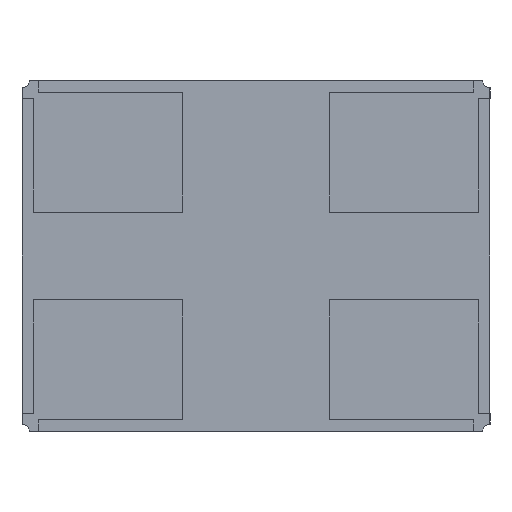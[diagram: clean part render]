
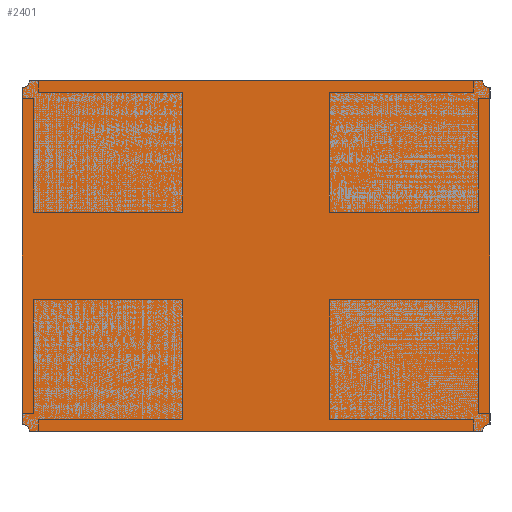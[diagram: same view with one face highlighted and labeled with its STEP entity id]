
A CAD part, front view. The second image highlights one B-rep face of the part: STEP entity #2401.
In plain terms, the highlighted planar face has unit normal (0, -1, 0).
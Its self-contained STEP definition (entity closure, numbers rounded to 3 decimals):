
#4 = CARTESIAN_POINT ( 'NONE',  ( 0.8, 0., -0.575 ) ) ;
#22 = ORIENTED_EDGE ( 'NONE', *, *, #1383, .F. ) ;
#33 = CARTESIAN_POINT ( 'NONE',  ( 0.8, 0., 0.575 ) ) ;
#60 = CIRCLE ( 'NONE', #2776, 0.025 ) ;
#80 = EDGE_CURVE ( 'NONE', #2066, #473, #1183, .T. ) ;
#88 = DIRECTION ( 'NONE',  ( 0., 0., -1. ) ) ;
#113 = DIRECTION ( 'NONE',  ( 0., 0., -1. ) ) ;
#235 = DIRECTION ( 'NONE',  ( 0., 0., -1. ) ) ;
#344 = EDGE_CURVE ( 'NONE', #1654, #2569, #1773, .T. ) ;
#473 = VERTEX_POINT ( 'NONE', #1063 ) ;
#520 = PLANE ( 'NONE',  #2579 ) ;
#537 = EDGE_CURVE ( 'NONE', #661, #2246, #2136, .T. ) ;
#627 = VERTEX_POINT ( 'NONE', #33 ) ;
#628 = CARTESIAN_POINT ( 'NONE',  ( -0.8, 0., 0.6 ) ) ;
#661 = VERTEX_POINT ( 'NONE', #2095 ) ;
#663 = VERTEX_POINT ( 'NONE', #1650 ) ;
#689 = CARTESIAN_POINT ( 'NONE',  ( -0.8, 0., 0.575 ) ) ;
#750 = CARTESIAN_POINT ( 'NONE',  ( 0.8, 0., -0.6 ) ) ;
#833 = CARTESIAN_POINT ( 'NONE',  ( 0.8, 0., 0.6 ) ) ;
#845 = CIRCLE ( 'NONE', #1460, 0.025 ) ;
#937 = LINE ( 'NONE', #2596, #1563 ) ;
#1025 = FACE_OUTER_BOUND ( 'NONE', #2272, .T. ) ;
#1053 = DIRECTION ( 'NONE',  ( -1., 0., 0. ) ) ;
#1063 = CARTESIAN_POINT ( 'NONE',  ( 0.775, 0., 0.6 ) ) ;
#1084 = ORIENTED_EDGE ( 'NONE', *, *, #80, .F. ) ;
#1088 = DIRECTION ( 'NONE',  ( 1., 0., 0. ) ) ;
#1149 = DIRECTION ( 'NONE',  ( 0., 0., 1. ) ) ;
#1170 = AXIS2_PLACEMENT_3D ( 'NONE', #750, #2062, #88 ) ;
#1183 = LINE ( 'NONE', #628, #2195 ) ;
#1212 = CARTESIAN_POINT ( 'NONE',  ( 0.775, 0., -0.6 ) ) ;
#1222 = LINE ( 'NONE', #1716, #2558 ) ;
#1284 = ORIENTED_EDGE ( 'NONE', *, *, #537, .F. ) ;
#1340 = CARTESIAN_POINT ( 'NONE',  ( -0.8, 0., 0.6 ) ) ;
#1383 = EDGE_CURVE ( 'NONE', #2246, #2066, #1400, .T. ) ;
#1389 = ORIENTED_EDGE ( 'NONE', *, *, #2761, .F. ) ;
#1400 = CIRCLE ( 'NONE', #1625, 0.025 ) ;
#1460 = AXIS2_PLACEMENT_3D ( 'NONE', #2618, #2854, #1721 ) ;
#1527 = CARTESIAN_POINT ( 'NONE',  ( -0.775, 0., 0.6 ) ) ;
#1561 = EDGE_CURVE ( 'NONE', #663, #661, #845, .T. ) ;
#1563 = VECTOR ( 'NONE', #1053, 1000. ) ;
#1618 = DIRECTION ( 'NONE',  ( 0., -1., 0. ) ) ;
#1625 = AXIS2_PLACEMENT_3D ( 'NONE', #2200, #2671, #235 ) ;
#1650 = CARTESIAN_POINT ( 'NONE',  ( -0.775, 0., -0.6 ) ) ;
#1654 = VERTEX_POINT ( 'NONE', #4 ) ;
#1685 = ORIENTED_EDGE ( 'NONE', *, *, #1958, .F. ) ;
#1716 = CARTESIAN_POINT ( 'NONE',  ( 0.8, 0., 0.6 ) ) ;
#1721 = DIRECTION ( 'NONE',  ( 0., 0., -1. ) ) ;
#1773 = CIRCLE ( 'NONE', #1170, 0.025 ) ;
#1958 = EDGE_CURVE ( 'NONE', #2569, #663, #937, .T. ) ;
#2062 = DIRECTION ( 'NONE',  ( 0., -1., 0. ) ) ;
#2066 = VERTEX_POINT ( 'NONE', #1527 ) ;
#2095 = CARTESIAN_POINT ( 'NONE',  ( -0.8, 0., -0.575 ) ) ;
#2136 = LINE ( 'NONE', #1340, #2810 ) ;
#2195 = VECTOR ( 'NONE', #1088, 1000. ) ;
#2200 = CARTESIAN_POINT ( 'NONE',  ( -0.8, 0., 0.6 ) ) ;
#2218 = DIRECTION ( 'NONE',  ( 0., -1., 0. ) ) ;
#2246 = VERTEX_POINT ( 'NONE', #689 ) ;
#2272 = EDGE_LOOP ( 'NONE', ( #2882, #1084, #22, #1284, #2470, #1685, #2625, #1389 ) ) ;
#2273 = CARTESIAN_POINT ( 'NONE',  ( 0., 0., 0. ) ) ;
#2392 = DIRECTION ( 'NONE',  ( 0., 0., -1. ) ) ;
#2401 = ADVANCED_FACE ( 'NONE', ( #1025 ), #520, .T. ) ;
#2470 = ORIENTED_EDGE ( 'NONE', *, *, #1561, .F. ) ;
#2558 = VECTOR ( 'NONE', #2392, 1000. ) ;
#2569 = VERTEX_POINT ( 'NONE', #1212 ) ;
#2579 = AXIS2_PLACEMENT_3D ( 'NONE', #2273, #1618, #113 ) ;
#2596 = CARTESIAN_POINT ( 'NONE',  ( -0.8, 0., -0.6 ) ) ;
#2618 = CARTESIAN_POINT ( 'NONE',  ( -0.8, 0., -0.6 ) ) ;
#2625 = ORIENTED_EDGE ( 'NONE', *, *, #344, .F. ) ;
#2665 = DIRECTION ( 'NONE',  ( 0., 0., -1. ) ) ;
#2671 = DIRECTION ( 'NONE',  ( 0., -1., 0. ) ) ;
#2761 = EDGE_CURVE ( 'NONE', #627, #1654, #1222, .T. ) ;
#2776 = AXIS2_PLACEMENT_3D ( 'NONE', #833, #2218, #2665 ) ;
#2779 = EDGE_CURVE ( 'NONE', #473, #627, #60, .T. ) ;
#2810 = VECTOR ( 'NONE', #1149, 1000. ) ;
#2854 = DIRECTION ( 'NONE',  ( 0., -1., 0. ) ) ;
#2882 = ORIENTED_EDGE ( 'NONE', *, *, #2779, .F. ) ;
